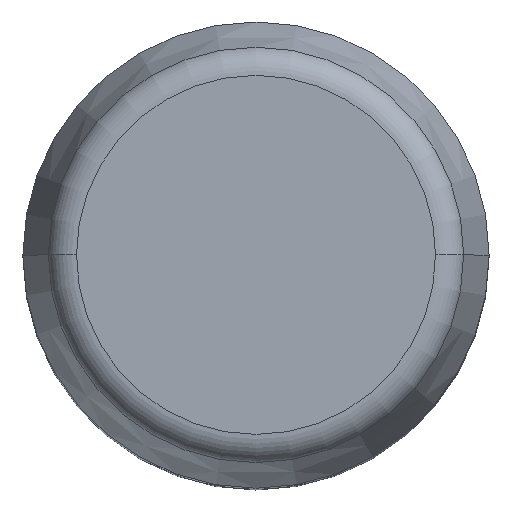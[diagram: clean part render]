
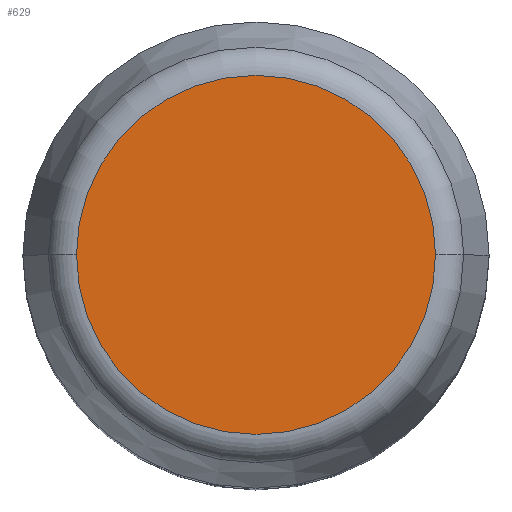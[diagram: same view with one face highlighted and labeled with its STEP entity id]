
A CAD part, top view. The second image highlights one B-rep face of the part: STEP entity #629.
In plain terms, the highlighted planar face has unit normal (0, 0, 1).
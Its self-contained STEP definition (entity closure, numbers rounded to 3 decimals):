
#35 = AXIS2_PLACEMENT_3D ( 'NONE', #1123, #574, #1215 ) ;
#60 = PLANE ( 'NONE',  #955 ) ;
#136 = CIRCLE ( 'NONE', #753, 3.08 ) ;
#153 = DIRECTION ( 'NONE',  ( 0., 0., 1. ) ) ;
#157 = CARTESIAN_POINT ( 'NONE',  ( 0., 0., 20. ) ) ;
#182 = VERTEX_POINT ( 'NONE', #888 ) ;
#256 = DIRECTION ( 'NONE',  ( 1., 0., 0. ) ) ;
#307 = ORIENTED_EDGE ( 'NONE', *, *, #709, .T. ) ;
#375 = EDGE_CURVE ( 'NONE', #182, #784, #136, .T. ) ;
#574 = DIRECTION ( 'NONE',  ( 0., 0., 1. ) ) ;
#629 = ADVANCED_FACE ( 'NONE', ( #991 ), #60, .T. ) ;
#709 = EDGE_CURVE ( 'NONE', #784, #182, #934, .T. ) ;
#753 = AXIS2_PLACEMENT_3D ( 'NONE', #157, #846, #256 ) ;
#784 = VERTEX_POINT ( 'NONE', #1217 ) ;
#798 = EDGE_LOOP ( 'NONE', ( #1014, #307 ) ) ;
#845 = DIRECTION ( 'NONE',  ( 1., 0., 0. ) ) ;
#846 = DIRECTION ( 'NONE',  ( 0., 0., 1. ) ) ;
#888 = CARTESIAN_POINT ( 'NONE',  ( 3.08, 0., 20. ) ) ;
#934 = CIRCLE ( 'NONE', #35, 3.08 ) ;
#955 = AXIS2_PLACEMENT_3D ( 'NONE', #1106, #153, #845 ) ;
#991 = FACE_OUTER_BOUND ( 'NONE', #798, .T. ) ;
#1014 = ORIENTED_EDGE ( 'NONE', *, *, #375, .T. ) ;
#1106 = CARTESIAN_POINT ( 'NONE',  ( 0., 0., 20. ) ) ;
#1123 = CARTESIAN_POINT ( 'NONE',  ( 0., 0., 20. ) ) ;
#1215 = DIRECTION ( 'NONE',  ( 1., 0., 0. ) ) ;
#1217 = CARTESIAN_POINT ( 'NONE',  ( -3.08, 0., 20. ) ) ;
